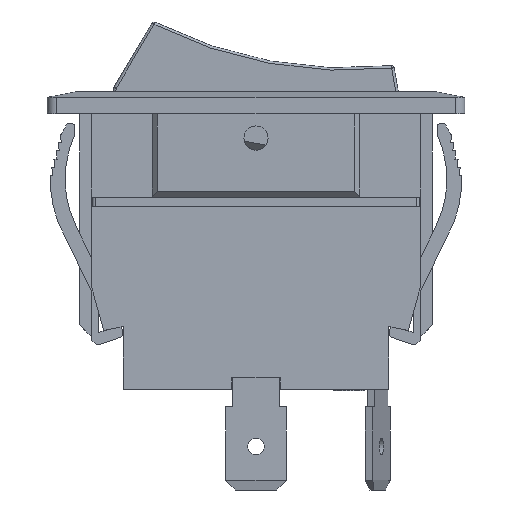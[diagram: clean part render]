
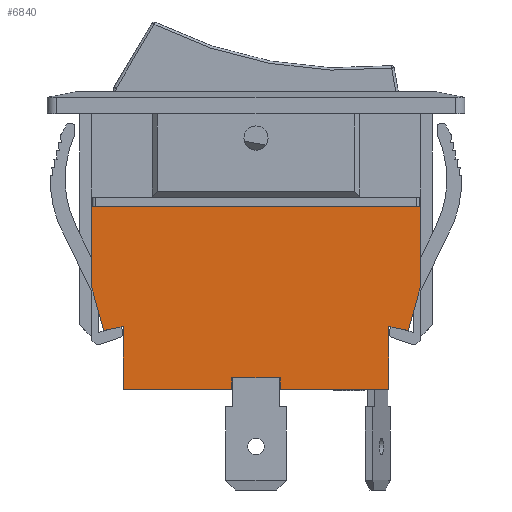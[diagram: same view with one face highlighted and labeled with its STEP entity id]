
A CAD part, front view. The second image highlights one B-rep face of the part: STEP entity #6840.
In plain terms, the highlighted planar face has unit normal (0, -1, 0).
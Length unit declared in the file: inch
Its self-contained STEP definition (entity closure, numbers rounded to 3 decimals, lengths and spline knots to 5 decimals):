
#466=FACE_OUTER_BOUND('',#825,.T.);
#825=EDGE_LOOP('',(#5262,#5263,#5264,#5265,#5266,#5267,#5268,#5269,#5270,
#5271,#5272,#5273,#5274,#5275));
#1433=LINE('',#10271,#2223);
#1436=LINE('',#10277,#2226);
#1440=LINE('',#10283,#2230);
#1458=LINE('',#10321,#2248);
#1462=LINE('',#10328,#2252);
#1463=LINE('',#10330,#2253);
#1486=LINE('',#10379,#2276);
#1502=LINE('',#10406,#2292);
#1524=LINE('',#10452,#2314);
#1527=LINE('',#10457,#2317);
#1530=LINE('',#10462,#2320);
#1531=LINE('',#10464,#2321);
#1532=LINE('',#10467,#2322);
#1533=LINE('',#10468,#2323);
#2223=VECTOR('',#8379,0.3937);
#2226=VECTOR('',#8384,0.3937);
#2230=VECTOR('',#8390,0.3937);
#2248=VECTOR('',#8414,0.3937);
#2252=VECTOR('',#8420,0.3937);
#2253=VECTOR('',#8423,0.3937);
#2276=VECTOR('',#8464,0.3937);
#2292=VECTOR('',#8480,0.3937);
#2314=VECTOR('',#8528,0.3937);
#2317=VECTOR('',#8533,0.3937);
#2320=VECTOR('',#8538,0.3937);
#2321=VECTOR('',#8541,0.3937);
#2322=VECTOR('',#8544,0.3937);
#2323=VECTOR('',#8545,0.3937);
#2894=VERTEX_POINT('',#10268);
#2895=VERTEX_POINT('',#10270);
#2896=VERTEX_POINT('',#10274);
#2897=VERTEX_POINT('',#10276);
#2914=VERTEX_POINT('',#10318);
#2915=VERTEX_POINT('',#10320);
#2916=VERTEX_POINT('',#10324);
#2917=VERTEX_POINT('',#10326);
#2934=VERTEX_POINT('',#10378);
#2945=VERTEX_POINT('',#10404);
#2956=VERTEX_POINT('',#10451);
#2957=VERTEX_POINT('',#10455);
#2958=VERTEX_POINT('',#10460);
#2959=VERTEX_POINT('',#10466);
#3671=EDGE_CURVE('',#2895,#2894,#1433,.T.);
#3674=EDGE_CURVE('',#2897,#2896,#1436,.T.);
#3678=EDGE_CURVE('',#2894,#2897,#1440,.T.);
#3696=EDGE_CURVE('',#2915,#2914,#1458,.T.);
#3700=EDGE_CURVE('',#2916,#2917,#1462,.T.);
#3701=EDGE_CURVE('',#2914,#2916,#1463,.T.);
#3724=EDGE_CURVE('',#2934,#2915,#1486,.T.);
#3740=EDGE_CURVE('',#2917,#2945,#1502,.T.);
#3762=EDGE_CURVE('',#2956,#2934,#1524,.T.);
#3765=EDGE_CURVE('',#2945,#2957,#1527,.T.);
#3768=EDGE_CURVE('',#2896,#2958,#1530,.T.);
#3769=EDGE_CURVE('',#2958,#2956,#1531,.T.);
#3770=EDGE_CURVE('',#2957,#2959,#1532,.T.);
#3771=EDGE_CURVE('',#2959,#2895,#1533,.T.);
#5262=ORIENTED_EDGE('',*,*,#3678,.T.);
#5263=ORIENTED_EDGE('',*,*,#3674,.T.);
#5264=ORIENTED_EDGE('',*,*,#3768,.T.);
#5265=ORIENTED_EDGE('',*,*,#3769,.T.);
#5266=ORIENTED_EDGE('',*,*,#3762,.T.);
#5267=ORIENTED_EDGE('',*,*,#3724,.T.);
#5268=ORIENTED_EDGE('',*,*,#3696,.T.);
#5269=ORIENTED_EDGE('',*,*,#3701,.T.);
#5270=ORIENTED_EDGE('',*,*,#3700,.T.);
#5271=ORIENTED_EDGE('',*,*,#3740,.T.);
#5272=ORIENTED_EDGE('',*,*,#3765,.T.);
#5273=ORIENTED_EDGE('',*,*,#3770,.T.);
#5274=ORIENTED_EDGE('',*,*,#3771,.T.);
#5275=ORIENTED_EDGE('',*,*,#3671,.T.);
#6179=PLANE('',#7262);
#6840=ADVANCED_FACE('',(#466),#6179,.T.);
#7262=AXIS2_PLACEMENT_3D('',#10465,#8542,#8543);
#8379=DIRECTION('',(0.,0.,1.));
#8384=DIRECTION('',(0.,0.,-1.));
#8390=DIRECTION('',(-1.,0.,0.));
#8414=DIRECTION('',(0.,0.,1.));
#8420=DIRECTION('',(0.,0.,-1.));
#8423=DIRECTION('',(1.,0.,0.));
#8464=DIRECTION('',(1.,0.,0.));
#8480=DIRECTION('',(1.,0.,0.));
#8528=DIRECTION('',(0.,0.,-1.));
#8533=DIRECTION('',(0.,0.,1.));
#8538=DIRECTION('',(0.268,0.,-0.964));
#8541=DIRECTION('',(0.981,0.,0.196));
#8542=DIRECTION('center_axis',(0.,-1.,0.));
#8543=DIRECTION('ref_axis',(0.,0.,1.));
#8544=DIRECTION('',(0.981,0.,-0.196));
#8545=DIRECTION('',(0.268,0.,0.964));
#10268=CARTESIAN_POINT('',(0.66929,-0.38386,0.73622));
#10270=CARTESIAN_POINT('',(0.66929,-0.38386,0.40945));
#10271=CARTESIAN_POINT('',(0.66929,-0.38386,0.01575));
#10274=CARTESIAN_POINT('',(-0.66929,-0.38386,0.40945));
#10276=CARTESIAN_POINT('',(-0.66929,-0.38386,0.73622));
#10277=CARTESIAN_POINT('',(-0.66929,-0.38386,0.01575));
#10283=CARTESIAN_POINT('',(0.86073,-0.38386,0.73622));
#10318=CARTESIAN_POINT('',(-0.09843,-0.38386,0.03937));
#10320=CARTESIAN_POINT('',(-0.09843,-0.38386,-0.00787));
#10321=CARTESIAN_POINT('',(-0.09843,-0.38386,0.00394));
#10324=CARTESIAN_POINT('',(0.09843,-0.38386,0.03937));
#10326=CARTESIAN_POINT('',(0.09843,-0.38386,-0.00787));
#10328=CARTESIAN_POINT('',(0.09843,-0.38386,0.00394));
#10330=CARTESIAN_POINT('',(0.33465,-0.38386,0.03937));
#10378=CARTESIAN_POINT('',(-0.54134,-0.38386,-0.00787));
#10379=CARTESIAN_POINT('',(0.66929,-0.38386,-0.00787));
#10404=CARTESIAN_POINT('',(0.54134,-0.38386,-0.00787));
#10406=CARTESIAN_POINT('',(0.66929,-0.38386,-0.00787));
#10451=CARTESIAN_POINT('',(-0.54134,-0.38386,0.24803));
#10452=CARTESIAN_POINT('',(-0.54134,-0.38386,0.00394));
#10455=CARTESIAN_POINT('',(0.54134,-0.38386,0.24803));
#10457=CARTESIAN_POINT('',(0.54134,-0.38386,0.00394));
#10460=CARTESIAN_POINT('',(-0.62008,-0.38386,0.23228));
#10462=CARTESIAN_POINT('',(-0.54598,-0.38386,-0.03448));
#10464=CARTESIAN_POINT('',(0.01836,-0.38386,0.35997));
#10465=CARTESIAN_POINT('Origin',(0.66929,-0.38386,0.01575));
#10466=CARTESIAN_POINT('',(0.62008,-0.38386,0.23228));
#10467=CARTESIAN_POINT('',(0.62519,-0.38386,0.23126));
#10468=CARTESIAN_POINT('',(0.59392,-0.38386,0.13812));
